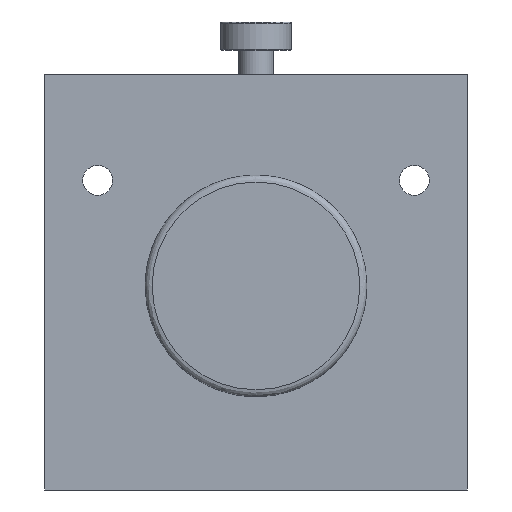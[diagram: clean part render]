
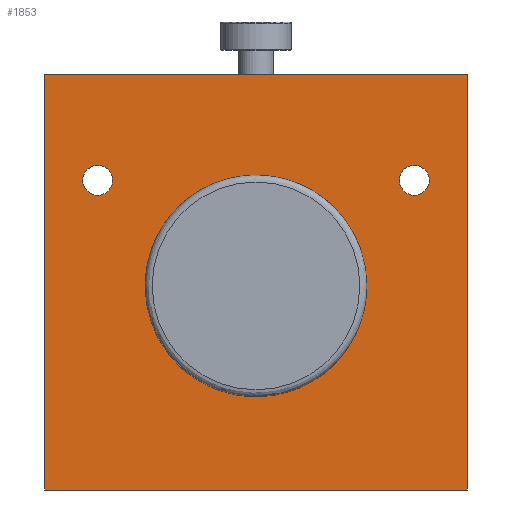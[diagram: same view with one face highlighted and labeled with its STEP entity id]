
A CAD part, front view. The second image highlights one B-rep face of the part: STEP entity #1853.
In plain terms, the highlighted planar face has unit normal (0, -1, 0).
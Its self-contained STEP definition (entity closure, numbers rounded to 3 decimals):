
#72=LINE('',#2784,#217);
#73=LINE('',#2786,#218);
#74=LINE('',#2788,#219);
#75=LINE('',#2789,#220);
#217=VECTOR('',#2223,120.);
#218=VECTOR('',#2224,118.);
#219=VECTOR('',#2225,120.);
#220=VECTOR('',#2226,118.);
#362=PLANE('',#2005);
#448=FACE_BOUND('',#634,.T.);
#449=FACE_BOUND('',#635,.T.);
#450=FACE_BOUND('',#636,.T.);
#498=FACE_OUTER_BOUND('',#633,.T.);
#633=EDGE_LOOP('',(#1326,#1327,#1328,#1329));
#634=EDGE_LOOP('',(#1330));
#635=EDGE_LOOP('',(#1331));
#636=EDGE_LOOP('',(#1332));
#812=CIRCLE('',#2000,4.25);
#814=CIRCLE('',#2003,4.25);
#816=CIRCLE('',#2006,5.9);
#897=VERTEX_POINT('',#2772);
#899=VERTEX_POINT('',#2777);
#901=VERTEX_POINT('',#2782);
#902=VERTEX_POINT('',#2783);
#903=VERTEX_POINT('',#2785);
#904=VERTEX_POINT('',#2787);
#905=VERTEX_POINT('',#2790);
#1075=EDGE_CURVE('',#897,#897,#812,.T.);
#1077=EDGE_CURVE('',#899,#899,#814,.T.);
#1079=EDGE_CURVE('',#901,#902,#72,.T.);
#1080=EDGE_CURVE('',#902,#903,#73,.T.);
#1081=EDGE_CURVE('',#904,#903,#74,.T.);
#1082=EDGE_CURVE('',#901,#904,#75,.T.);
#1083=EDGE_CURVE('',#905,#905,#816,.T.);
#1326=ORIENTED_EDGE('',*,*,#1079,.T.);
#1327=ORIENTED_EDGE('',*,*,#1080,.T.);
#1328=ORIENTED_EDGE('',*,*,#1081,.F.);
#1329=ORIENTED_EDGE('',*,*,#1082,.F.);
#1330=ORIENTED_EDGE('',*,*,#1075,.T.);
#1331=ORIENTED_EDGE('',*,*,#1077,.T.);
#1332=ORIENTED_EDGE('',*,*,#1083,.F.);
#1853=ADVANCED_FACE('',(#498,#448,#449,#450),#362,.T.);
#2000=AXIS2_PLACEMENT_3D('',#2773,#2211,#2212);
#2003=AXIS2_PLACEMENT_3D('',#2778,#2217,#2218);
#2005=AXIS2_PLACEMENT_3D('',#2781,#2221,#2222);
#2006=AXIS2_PLACEMENT_3D('',#2791,#2227,#2228);
#2211=DIRECTION('center_axis',(0.,1.,0.));
#2212=DIRECTION('ref_axis',(-1.,0.,0.));
#2217=DIRECTION('center_axis',(0.,1.,0.));
#2218=DIRECTION('ref_axis',(-1.,0.,0.));
#2221=DIRECTION('center_axis',(0.,-1.,0.));
#2222=DIRECTION('ref_axis',(1.,0.,0.));
#2223=DIRECTION('',(1.,0.,0.));
#2224=DIRECTION('',(0.,0.,1.));
#2225=DIRECTION('',(1.,0.,0.));
#2226=DIRECTION('',(0.,0.,1.));
#2227=DIRECTION('center_axis',(0.,-1.,0.));
#2228=DIRECTION('ref_axis',(1.,0.,0.));
#2772=CARTESIAN_POINT('',(318.903,-178.371,3.318));
#2773=CARTESIAN_POINT('Origin',(314.653,-178.371,3.318));
#2777=CARTESIAN_POINT('',(408.903,-178.371,3.318));
#2778=CARTESIAN_POINT('Origin',(404.653,-178.371,3.318));
#2781=CARTESIAN_POINT('Origin',(299.653,-178.371,-84.682));
#2782=CARTESIAN_POINT('',(299.653,-178.371,-84.682));
#2783=CARTESIAN_POINT('',(419.653,-178.371,-84.682));
#2784=CARTESIAN_POINT('',(299.653,-178.371,-84.682));
#2785=CARTESIAN_POINT('',(419.653,-178.371,33.318));
#2786=CARTESIAN_POINT('',(419.653,-178.371,-84.682));
#2787=CARTESIAN_POINT('',(299.653,-178.371,33.318));
#2788=CARTESIAN_POINT('',(299.653,-178.371,33.318));
#2789=CARTESIAN_POINT('',(299.653,-178.371,-84.682));
#2790=CARTESIAN_POINT('',(353.753,-178.371,-26.682));
#2791=CARTESIAN_POINT('Origin',(359.653,-178.371,-26.682));
